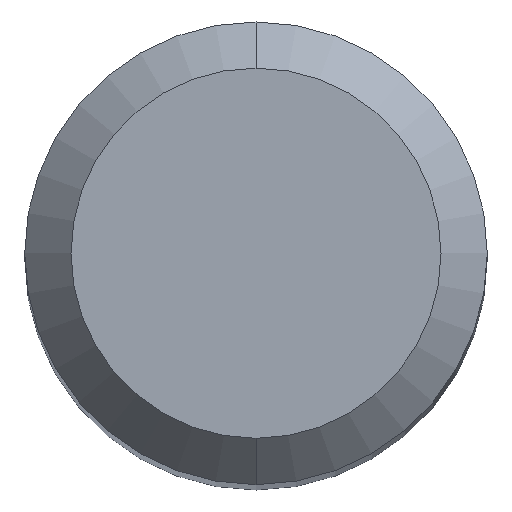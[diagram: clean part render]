
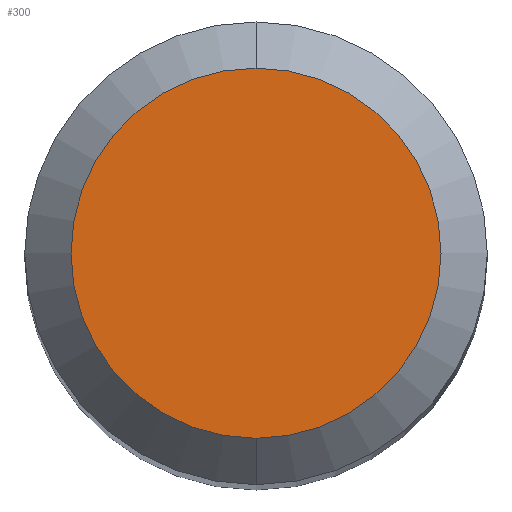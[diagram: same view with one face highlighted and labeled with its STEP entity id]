
A CAD part, top view. The second image highlights one B-rep face of the part: STEP entity #300.
In plain terms, the highlighted planar face has unit normal (0, 0, 1).
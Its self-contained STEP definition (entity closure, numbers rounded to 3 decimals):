
#133=CARTESIAN_POINT('',(0.,0.,36.));
#134=DIRECTION('',(0.,0.,1.));
#135=DIRECTION('',(0.,1.,0.));
#136=AXIS2_PLACEMENT_3D('',#133,#134,#135);
#141=CARTESIAN_POINT('',(0.,0.,36.));
#142=DIRECTION('',(0.,0.,-1.));
#143=DIRECTION('',(0.,1.,0.));
#144=AXIS2_PLACEMENT_3D('',#141,#142,#143);
#164=CARTESIAN_POINT('',(0.,3.2,36.));
#166=VERTEX_POINT('',#164);
#168=CARTESIAN_POINT('',(0.,-3.2,36.));
#170=VERTEX_POINT('',#168);
#291=CARTESIAN_POINT('',(0.,0.,36.));
#292=DIRECTION('',(0.,0.,-1.));
#293=DIRECTION('',(0.,-1.,0.));
#294=AXIS2_PLACEMENT_3D('',#291,#292,#293);
#295=PLANE('',#294);
#296=ORIENTED_EDGE('',*,*,#270,.F.);
#297=ORIENTED_EDGE('',*,*,#286,.T.);
#298=EDGE_LOOP('',(#296,#297));
#299=FACE_OUTER_BOUND('',#298,.F.);
#137=CIRCLE('',#136,3.2);
#145=CIRCLE('',#144,3.2);
#270=EDGE_CURVE('',#166,#170,#137,.T.);
#286=EDGE_CURVE('',#166,#170,#145,.T.);
#300=ADVANCED_FACE('',(#299),#295,.F.);
